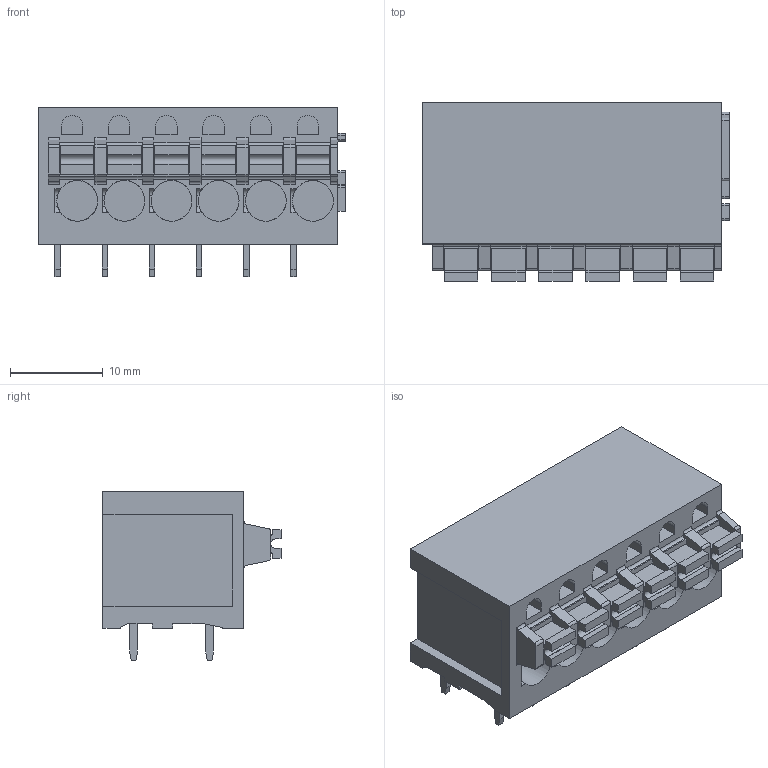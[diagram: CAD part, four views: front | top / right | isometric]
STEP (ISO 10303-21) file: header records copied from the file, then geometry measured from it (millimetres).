
FILE_DESCRIPTION(('CATIA V5 STEP Exchange','CAx-IF Rec.Pracs.--- Model Styling and Organization---1.4--- 2014-01-23'),'2;1');
FILE_NAME ('382276-1_0_1425850000_1425850000.stp','2021-07-06T12:33:19+00:00',('none'),('Weidmueller'),'CATIA Version 5-6 Release 2016 SP3 HF44','CATIA V5 STEP AP214','none');
FILE_SCHEMA(('AUTOMOTIVE_DESIGN { 1 0 10303 214 1 1 1 1 }'));
Length unit declared in the file: millimetre
Products named in the file (1): 1425850000
Bounding box: 33.13 x 19.2 x 18.3 mm (x, y, z)
Volume: 6686.8 mm3; surface area: 4214.4 mm2
Topology: 19 solids, 19 shells, 452 faces, 1197 edges, 798 vertices
Faces by surface type: plane 343, cylinder 109
Entity records: 13692 total; most frequent: CARTESIAN_POINT 2430, ORIENTED_EDGE 2394, DIRECTION 1864, EDGE_CURVE 1197, VECTOR 967, LINE 967, VERTEX_POINT 798, AXIS2_PLACEMENT_3D 557
